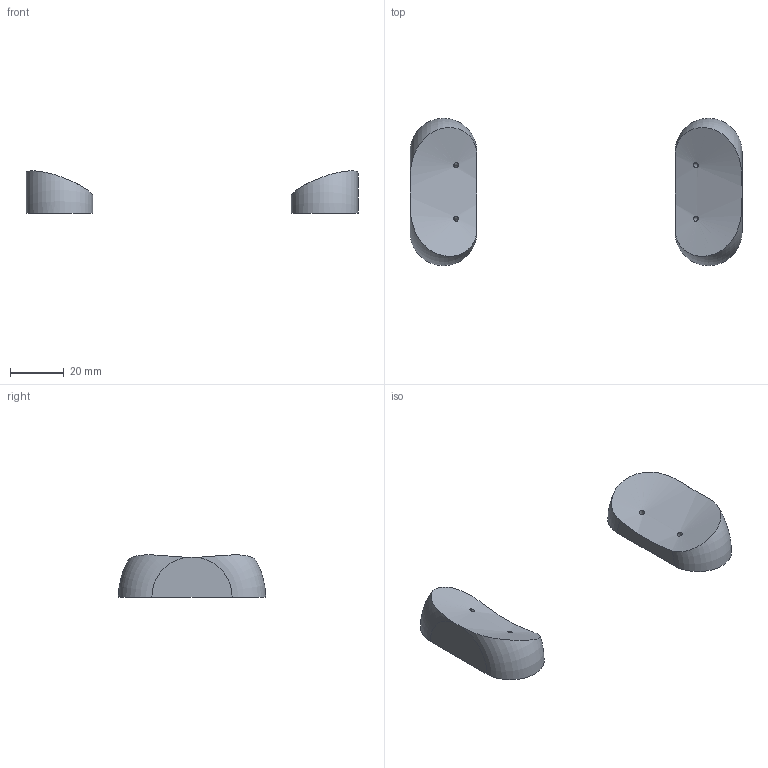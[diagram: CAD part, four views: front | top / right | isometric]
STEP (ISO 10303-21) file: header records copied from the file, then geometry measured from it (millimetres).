
FILE_DESCRIPTION(/* description */ (''),/* implementation_level */ '2;1');
FILE_NAME(/* name */ 'Stand.step',/* time_stamp */ '2025-10-30T18:05:25Z',/* author */ (''),/* organization */ (''),/* preprocessor_version */ 'ST-DEVELOPER v20.1',/* originating_system */ 'Autodesk Translation Framework v14.17.0.0',/* authorisation */ '');
FILE_SCHEMA (('AUTOMOTIVE_DESIGN { 1 0 10303 214 3 1 1 }'));
Length unit declared in the file: millimetre
Products named in the file (1): Stand
Bounding box: 124 x 55 x 15.77 mm (x, y, z)
Volume: 16631.1 mm3; surface area: 9496.6 mm2
Topology: 2 solids, 2 shells, 26 faces, 68 edges, 48 vertices
Faces by surface type: plane 10, torus 8, cylinder 4, bspline 4
Full cylindrical faces by diameter (mm): 1.9 x4
Entity records: 1474 total; most frequent: CARTESIAN_POINT 829, ORIENTED_EDGE 136, DIRECTION 106, EDGE_CURVE 68, VERTEX_POINT 48, AXIS2_PLACEMENT_3D 47, EDGE_LOOP 36, B_SPLINE_CURVE_WITH_KNOTS 32
